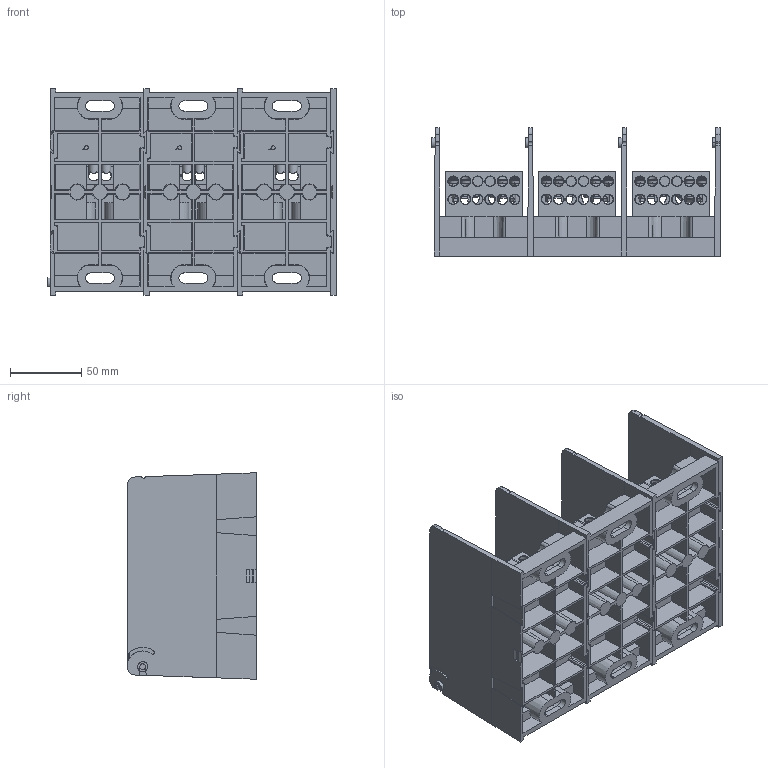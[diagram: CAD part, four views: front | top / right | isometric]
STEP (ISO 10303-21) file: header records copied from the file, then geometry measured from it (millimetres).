
FILE_DESCRIPTION (( 'STEP AP214' ), '1' );
FILE_NAME ('701995rev-3P.STEP', '2015-06-24T19:32:36', ( '' ), ( '' ), 'SwSTEP 2.0', 'SolidWorks 2014', '' );
FILE_SCHEMA (( 'AUTOMOTIVE_DESIGN' ));
Length unit declared in the file: inch
Products named in the file (1): 701995rev-3P
Bounding box: 202.31 x 90.17 x 144.78 mm (x, y, z)
Surface area: 280135.2 mm2 (no closed solid volume)
Topology: 0 solids, 88 shells, 1350 faces, 4774 edges, 3389 vertices
Faces by surface type: plane 579, cone 395, cylinder 362, bspline 14
Entity records: 84671 total; most frequent: CARTESIAN_POINT 28704, ORIENTED_EDGE 7742, DIRECTION 7237, EDGE_CURVE 4742, VERTEX_POINT 3389, VECTOR 2609, LINE 2609, AXIS2_PLACEMENT_3D 2314
